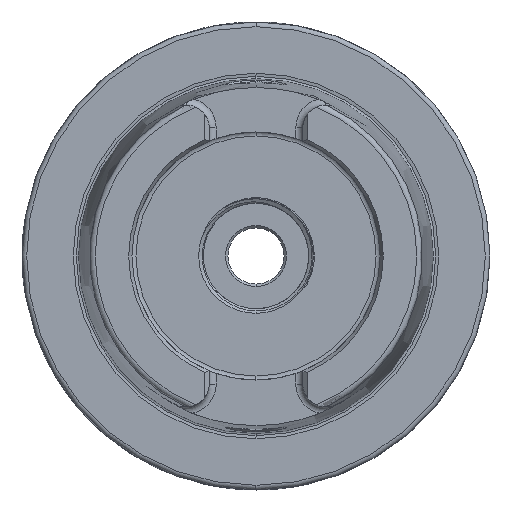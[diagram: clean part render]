
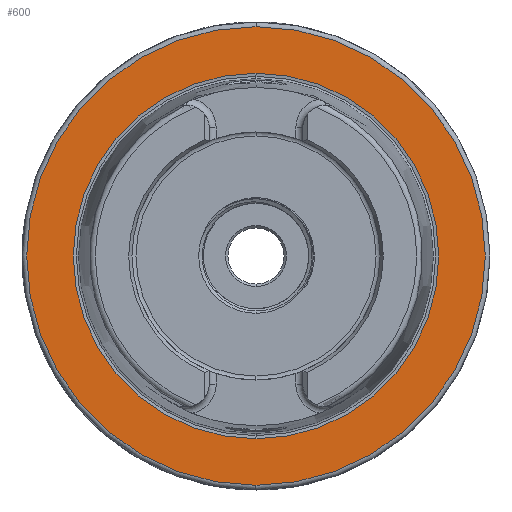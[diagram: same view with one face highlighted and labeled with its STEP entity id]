
A CAD part, left-side view. The second image highlights one B-rep face of the part: STEP entity #600.
In plain terms, the highlighted planar face has unit normal (-1, 0, 0).
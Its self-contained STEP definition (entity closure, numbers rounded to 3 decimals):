
#96 = EDGE_CURVE ( 'NONE', #19450, #19451, #2184, .T. ) ;
#97 = EDGE_CURVE ( 'NONE', #19446, #19447, #2185, .T. ) ;
#377 = AXIS2_PLACEMENT_3D ( 'NONE', #4870, #4871, #4872 ) ;
#405 = FACE_OUTER_BOUND ( 'NONE', #23201, .T. ) ;
#435 = FACE_BOUND ( 'NONE', #22961, .T. ) ;
#437 = AXIS2_PLACEMENT_3D ( 'NONE', #4837, #4838, #4839 ) ;
#600 = ADVANCED_FACE ( 'NONE', ( #405, #435 ), #4836, .T. ) ;
#611 = EDGE_CURVE ( 'NONE', #19451, #19450, #2313, .T. ) ;
#2184 = CIRCLE ( 'NONE', #5804, 39.054 ) ;
#2185 = CIRCLE ( 'NONE', #5805, 49. ) ;
#2313 = CIRCLE ( 'NONE', #377, 39.054 ) ;
#4836 = PLANE ( 'NONE',  #437 ) ;
#4837 = CARTESIAN_POINT ( 'NONE',  ( 0., 39.054, 0. ) ) ;
#4838 = DIRECTION ( 'NONE',  ( -1., 0., 0. ) ) ;
#4839 = DIRECTION ( 'NONE',  ( 0., 0., 1. ) ) ;
#4870 = CARTESIAN_POINT ( 'NONE',  ( 0., 0., 0. ) ) ;
#4871 = DIRECTION ( 'NONE',  ( 1., 0., 0. ) ) ;
#4872 = DIRECTION ( 'NONE',  ( 0., 0., -1. ) ) ;
#5804 = AXIS2_PLACEMENT_3D ( 'NONE', #20037, #20038, #20039 ) ;
#5805 = AXIS2_PLACEMENT_3D ( 'NONE', #20040, #20041, #20042 ) ;
#6185 = EDGE_CURVE ( 'NONE', #19447, #19446, #12165, .T. ) ;
#8634 = ORIENTED_EDGE ( 'NONE', *, *, #6185, .T. ) ;
#8635 = ORIENTED_EDGE ( 'NONE', *, *, #97, .T. ) ;
#8636 = ORIENTED_EDGE ( 'NONE', *, *, #96, .T. ) ;
#8637 = ORIENTED_EDGE ( 'NONE', *, *, #611, .T. ) ;
#9488 = AXIS2_PLACEMENT_3D ( 'NONE', #14440, #14441, #14442 ) ;
#12165 = CIRCLE ( 'NONE', #9488, 49. ) ;
#14440 = CARTESIAN_POINT ( 'NONE',  ( 0., 0., 0. ) ) ;
#14441 = DIRECTION ( 'NONE',  ( -1., 0., 0. ) ) ;
#14442 = DIRECTION ( 'NONE',  ( 0., 0., 1. ) ) ;
#19446 = VERTEX_POINT ( 'NONE', #20424 ) ;
#19447 = VERTEX_POINT ( 'NONE', #20425 ) ;
#19450 = VERTEX_POINT ( 'NONE', #20428 ) ;
#19451 = VERTEX_POINT ( 'NONE', #20429 ) ;
#20037 = CARTESIAN_POINT ( 'NONE',  ( 0., 0., 0. ) ) ;
#20038 = DIRECTION ( 'NONE',  ( 1., 0., 0. ) ) ;
#20039 = DIRECTION ( 'NONE',  ( 0., 0., -1. ) ) ;
#20040 = CARTESIAN_POINT ( 'NONE',  ( 0., 0., 0. ) ) ;
#20041 = DIRECTION ( 'NONE',  ( -1., 0., 0. ) ) ;
#20042 = DIRECTION ( 'NONE',  ( 0., 0., 1. ) ) ;
#20424 = CARTESIAN_POINT ( 'NONE',  ( 0., 0., -49. ) ) ;
#20425 = CARTESIAN_POINT ( 'NONE',  ( 0., 0., 49. ) ) ;
#20428 = CARTESIAN_POINT ( 'NONE',  ( 0., 0., -39.054 ) ) ;
#20429 = CARTESIAN_POINT ( 'NONE',  ( 0., 0., 39.054 ) ) ;
#22961 = EDGE_LOOP ( 'NONE', ( #8637, #8636 ) ) ;
#23201 = EDGE_LOOP ( 'NONE', ( #8634, #8635 ) ) ;
